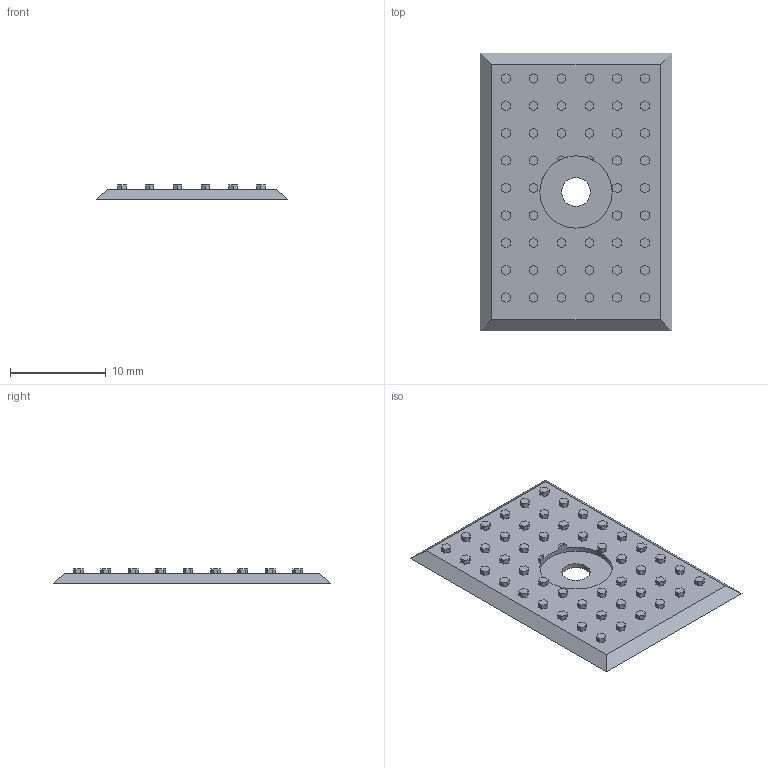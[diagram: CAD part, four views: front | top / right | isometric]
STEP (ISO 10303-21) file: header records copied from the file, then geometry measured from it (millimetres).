
FILE_DESCRIPTION (( 'STEP AP203' ), '1' );
FILE_NAME ('30.) Step Mat.STEP', '2024-04-05T15:34:01', ( '' ), ( '' ), 'SwSTEP 2.0', 'SolidWorks 2024', '' );
FILE_SCHEMA (( 'CONFIG_CONTROL_DESIGN' ));
Length unit declared in the file: millimetre
Products named in the file (1): 30.) Step Mat
Bounding box: 20 x 29 x 1.5 mm (x, y, z)
Volume: 513.9 mm3; surface area: 1271.6 mm2
Topology: 1 solids, 1 shells, 355 faces, 912 edges, 608 vertices
Faces by surface type: plane 351, cylinder 4
Entity records: 10639 total; most frequent: CARTESIAN_POINT 1876, ORIENTED_EDGE 1824, DIRECTION 1636, EDGE_CURVE 912, LINE 900, VECTOR 900, VERTEX_POINT 608, EDGE_LOOP 406
